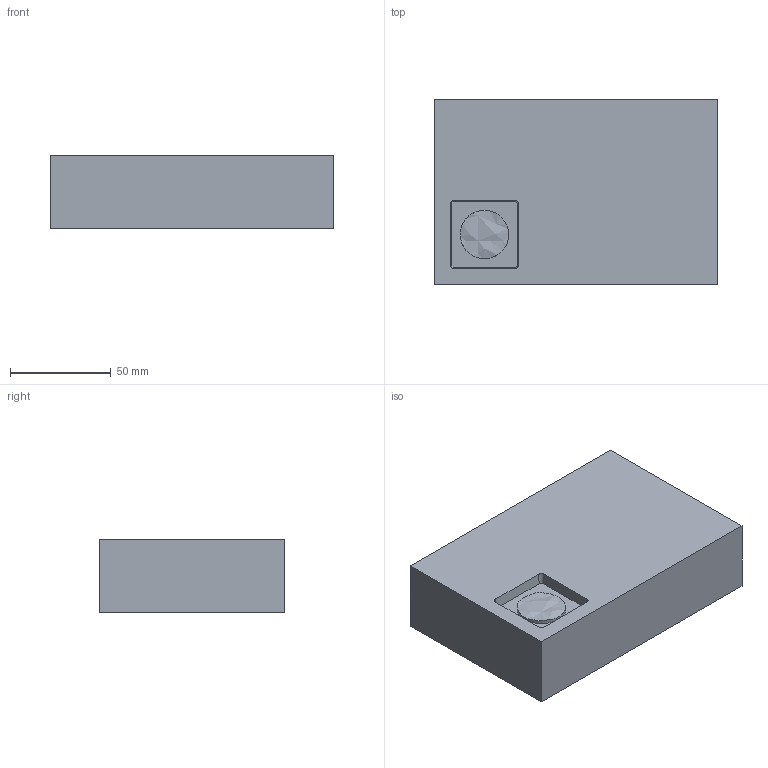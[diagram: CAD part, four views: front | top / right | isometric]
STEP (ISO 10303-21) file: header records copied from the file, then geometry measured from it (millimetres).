
FILE_DESCRIPTION(/* description */ (''),/* implementation_level */ '2;1');
FILE_NAME(/* name */ 'Component4.step',/* time_stamp */ '2022-07-22T17:00:20+02:00',/* author */ (''),/* organization */ (''),/* preprocessor_version */ 'ST-DEVELOPER v18.1',/* originating_system */ 'Autodesk Translation Framework v10.14.0.1471',/* authorisation */ '');
FILE_SCHEMA (('AUTOMOTIVE_DESIGN { 1 0 10303 214 3 1 1 }'));
Length unit declared in the file: millimetre
Products named in the file (1): FusionComponent
Bounding box: 140.94 x 92.25 x 36.62 mm (x, y, z)
Volume: 470807.6 mm3; surface area: 43881.6 mm2
Topology: 1 solids, 1 shells, 17 faces, 40 edges, 27 vertices
Faces by surface type: plane 11, cone 4, cylinder 1, bspline 1
Full cylindrical faces by diameter (mm): 24 x1
Entity records: 778 total; most frequent: CARTESIAN_POINT 346, DIRECTION 81, ORIENTED_EDGE 80, EDGE_CURVE 40, LINE 29, VECTOR 29, VERTEX_POINT 27, AXIS2_PLACEMENT_3D 26
